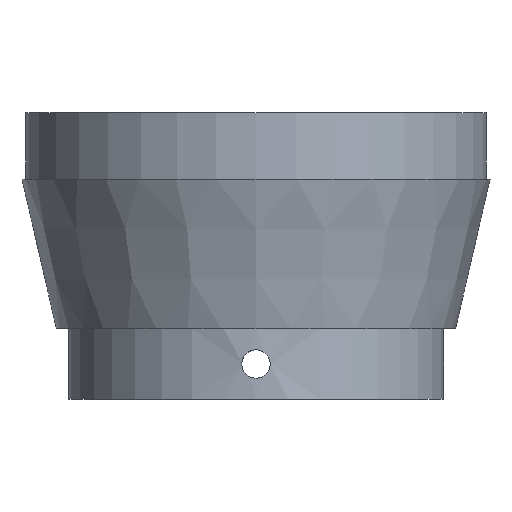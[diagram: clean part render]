
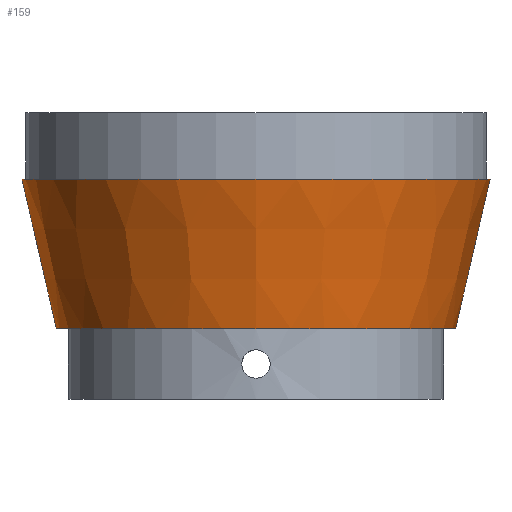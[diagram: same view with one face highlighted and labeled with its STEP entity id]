
A CAD part, front view. The second image highlights one B-rep face of the part: STEP entity #159.
In plain terms, the highlighted conical face has half-angle 12.965 degrees and reference radius 28.15 mm.
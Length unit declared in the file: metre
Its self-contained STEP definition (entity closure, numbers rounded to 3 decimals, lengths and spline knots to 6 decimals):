
#13=CONICAL_SURFACE('',#194,0.02815,0.226);
#23=CIRCLE('',#184,0.033);
#27=CIRCLE('',#193,0.02815);
#50=ORIENTED_EDGE('',*,*,#65,.T.);
#51=ORIENTED_EDGE('',*,*,#69,.F.);
#65=EDGE_CURVE('',#79,#79,#23,.T.);
#69=EDGE_CURVE('',#83,#83,#27,.T.);
#79=VERTEX_POINT('',#307);
#83=VERTEX_POINT('',#320);
#110=EDGE_LOOP('',(#50));
#111=EDGE_LOOP('',(#51));
#138=FACE_BOUND('',#110,.T.);
#139=FACE_BOUND('',#111,.T.);
#159=ADVANCED_FACE('',(#138,#139),#13,.T.);
#184=AXIS2_PLACEMENT_3D('',#306,#217,#218);
#193=AXIS2_PLACEMENT_3D('',#319,#235,#236);
#194=AXIS2_PLACEMENT_3D('',#321,#237,#238);
#217=DIRECTION('',(0.,0.,-1.));
#218=DIRECTION('',(-1.,0.,0.));
#235=DIRECTION('',(0.,0.,-1.));
#236=DIRECTION('',(-1.,0.,0.));
#237=DIRECTION('',(0.,0.,1.));
#238=DIRECTION('',(1.,0.,0.));
#306=CARTESIAN_POINT('',(0.,0.,0.160066));
#307=CARTESIAN_POINT('',(-0.033,0.,0.160066));
#319=CARTESIAN_POINT('',(0.,0.,0.139));
#320=CARTESIAN_POINT('',(-0.02815,0.,0.139));
#321=CARTESIAN_POINT('',(0.,0.,0.139));
